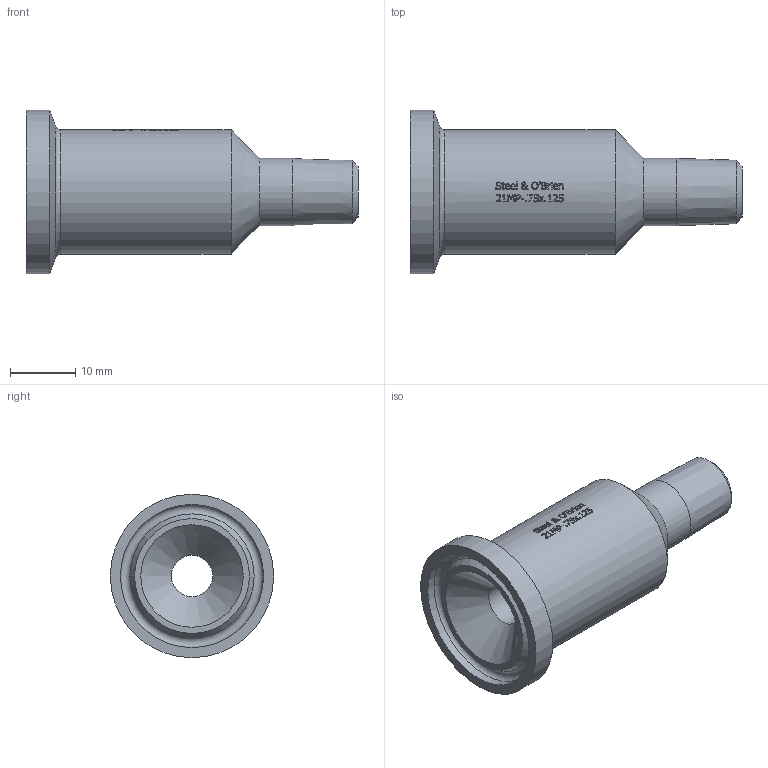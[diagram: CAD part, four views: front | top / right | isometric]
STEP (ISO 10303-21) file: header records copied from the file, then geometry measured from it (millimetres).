
FILE_DESCRIPTION(/* description */ (''),/* implementation_level */ '2;1');
FILE_NAME(/* name */ '21MP-.75X.125.stp',/* time_stamp */ '2019-01-31T08:51:28-05:00',/* author */ ('rick'),/* organization */ (''),/* preprocessor_version */ 'ST-DEVELOPER v15.2',/* originating_system */ 'Autodesk Inventor 2014',/* authorisation */ '');
FILE_SCHEMA (('AUTOMOTIVE_DESIGN { 1 0 10303 214 3 1 1 }'));
Length unit declared in the file: inch
Products named in the file (1): AAV00710
Bounding box: 50.8 x 24.99 x 24.99 mm (x, y, z)
Volume: 9413.4 mm3; surface area: 4486.6 mm2
Topology: 1 solids, 1 shells, 407 faces, 1095 edges, 727 vertices
Faces by surface type: plane 181, bspline 177, cylinder 41, cone 6, torus 2
Full cylindrical faces by diameter (mm): 6.35 x1, 10.287 x1, 19.05 x1, 21.895 x1, 24.994 x1
Entity records: 15934 total; most frequent: CARTESIAN_POINT 6737, ORIENTED_EDGE 2162, DIRECTION 1393, EDGE_CURVE 1081, VERTEX_POINT 726, LINE 523, VECTOR 523, EDGE_LOOP 459
